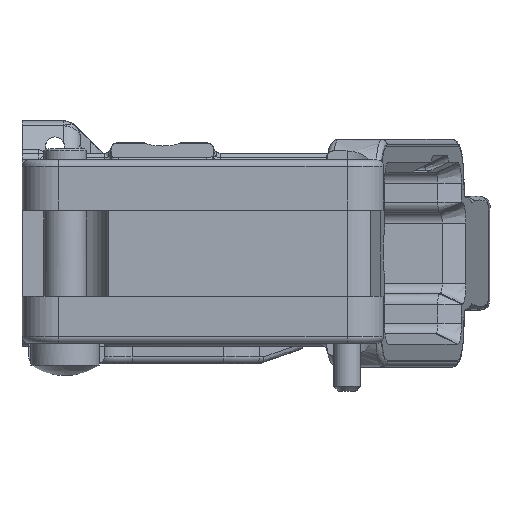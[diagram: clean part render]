
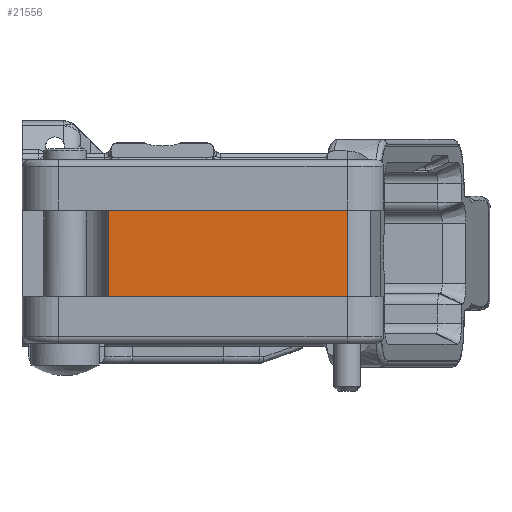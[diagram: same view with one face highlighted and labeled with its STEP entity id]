
A CAD part, left-side view. The second image highlights one B-rep face of the part: STEP entity #21556.
In plain terms, the highlighted face is planar.
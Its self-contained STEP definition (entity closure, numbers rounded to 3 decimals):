
#752=PLANE('',#23146);
#1545=FACE_OUTER_BOUND('',#2807,.T.);
#2807=EDGE_LOOP('',(#15691,#15692,#15693,#15694));
#4869=LINE('',#37940,#6890);
#4870=LINE('',#37942,#6891);
#4871=LINE('',#37944,#6892);
#4872=LINE('',#37945,#6893);
#6890=VECTOR('',#25485,10.);
#6891=VECTOR('',#25486,10.);
#6892=VECTOR('',#25487,10.);
#6893=VECTOR('',#25488,10.);
#9680=VERTEX_POINT('',#37938);
#9681=VERTEX_POINT('',#37939);
#9682=VERTEX_POINT('',#37941);
#9683=VERTEX_POINT('',#37943);
#12000=EDGE_CURVE('',#9680,#9681,#4869,.T.);
#12001=EDGE_CURVE('',#9680,#9682,#4870,.T.);
#12002=EDGE_CURVE('',#9682,#9683,#4871,.T.);
#12003=EDGE_CURVE('',#9681,#9683,#4872,.T.);
#15691=ORIENTED_EDGE('',*,*,#12000,.F.);
#15692=ORIENTED_EDGE('',*,*,#12001,.T.);
#15693=ORIENTED_EDGE('',*,*,#12002,.T.);
#15694=ORIENTED_EDGE('',*,*,#12003,.F.);
#21556=ADVANCED_FACE('',(#1545),#752,.T.);
#23146=AXIS2_PLACEMENT_3D('',#37937,#25483,#25484);
#25483=DIRECTION('center_axis',(1.,0.,0.));
#25484=DIRECTION('ref_axis',(0.,-1.,0.));
#25485=DIRECTION('',(0.,1.,0.));
#25486=DIRECTION('',(0.,0.,-1.));
#25487=DIRECTION('',(0.,1.,0.));
#25488=DIRECTION('',(0.,0.,-1.));
#37937=CARTESIAN_POINT('Origin',(5.379,-11.434,6.35));
#37938=CARTESIAN_POINT('',(5.379,-41.434,6.35));
#37939=CARTESIAN_POINT('',(5.379,-6.434,6.35));
#37940=CARTESIAN_POINT('',(5.379,-11.434,6.35));
#37941=CARTESIAN_POINT('',(5.379,-41.434,-6.35));
#37942=CARTESIAN_POINT('',(5.379,-41.434,6.35));
#37943=CARTESIAN_POINT('',(5.379,-6.434,-6.35));
#37944=CARTESIAN_POINT('',(5.379,-11.434,-6.35));
#37945=CARTESIAN_POINT('',(5.379,-6.434,6.35));
